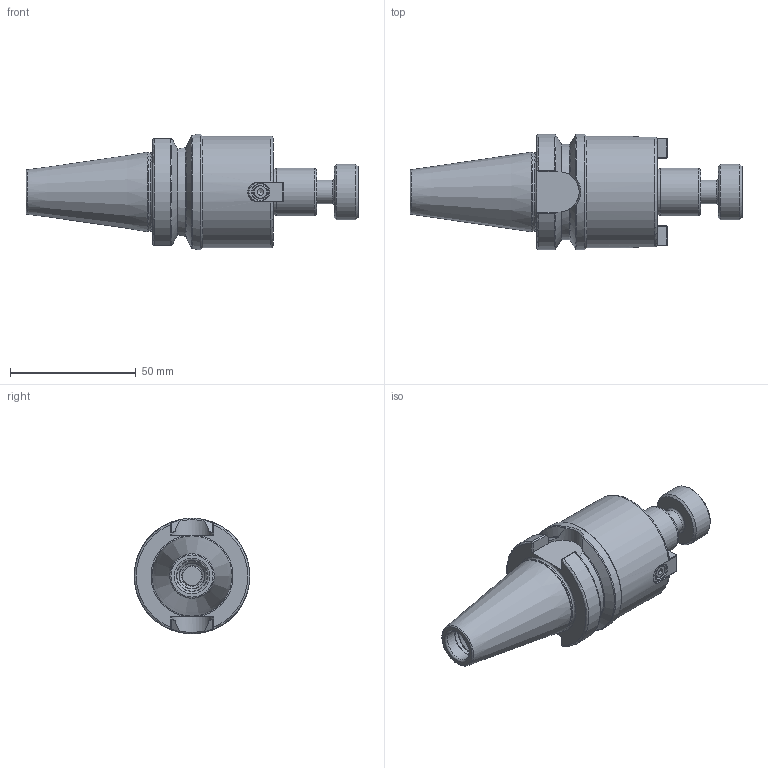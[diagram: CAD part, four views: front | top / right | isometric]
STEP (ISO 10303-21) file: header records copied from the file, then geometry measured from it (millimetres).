
FILE_DESCRIPTION(/* description */ (''),/* implementation_level */ '2;1');
FILE_NAME(/* name */ 'BT30-SM0.75-1.97.stp',/* time_stamp */ '2022-08-29T10:53:21+08:00',/* author */ ('Administrator'),/* organization */ (''),/* preprocessor_version */ 'ST-DEVELOPER v18.1',/* originating_system */ 'Autodesk Inventor 2022',/* authorisation */ '');
FILE_SCHEMA (('AUTOMOTIVE_DESIGN { 1 0 10303 214 3 1 1 }'));
Length unit declared in the file: millimetre
Products named in the file (5): BT30-SM0.75-1.97; BT30-FMA19.05-1.97; FMA19.05   7.9375   半圆键; 螺钉 GB/T 70.1 M3 x 10; 3-8-24UNF-2A-25大圆柱头紧固螺钉F
MA用
Assembly tree (6 placements, depth 2):
  BT30-SM0.75-1.97
    BT30-FMA19.05-1.97
    FMA19.05   7.9375   半圆键  x2
    螺钉 GB/T 70.1 M3 x 10  x2
    3-8-24UNF-2A-25大圆柱头紧固螺钉F
MA用
Bounding box: 132.25 x 46 x 46 mm (x, y, z)
Volume: 98114.7 mm3; surface area: 22525.2 mm2
Topology: 6 solids, 6 shells, 193 faces, 455 edges, 284 vertices
Faces by surface type: plane 92, cone 35, cylinder 34, torus 22, bspline 10
Full cylindrical faces by diameter (mm): 2.5 x2, 3 x2, 3.5 x2, 5.5 x2, 6.5 x2, 7.9 x1, 8.382 x1, 9.525 x1, 10 x1, 10.3 x1, 10.5 x1, 12.5 x1, 13.1 x1, 18.65 x1, 19.05 x1, 22.225 x1, 31.15 x1, 44.45 x1, 46 x1
Entity records: 5442 total; most frequent: CARTESIAN_POINT 1777, ORIENTED_EDGE 736, DIRECTION 707, EDGE_CURVE 368, AXIS2_PLACEMENT_3D 272, VERTEX_POINT 233, EDGE_LOOP 171, LINE 163
